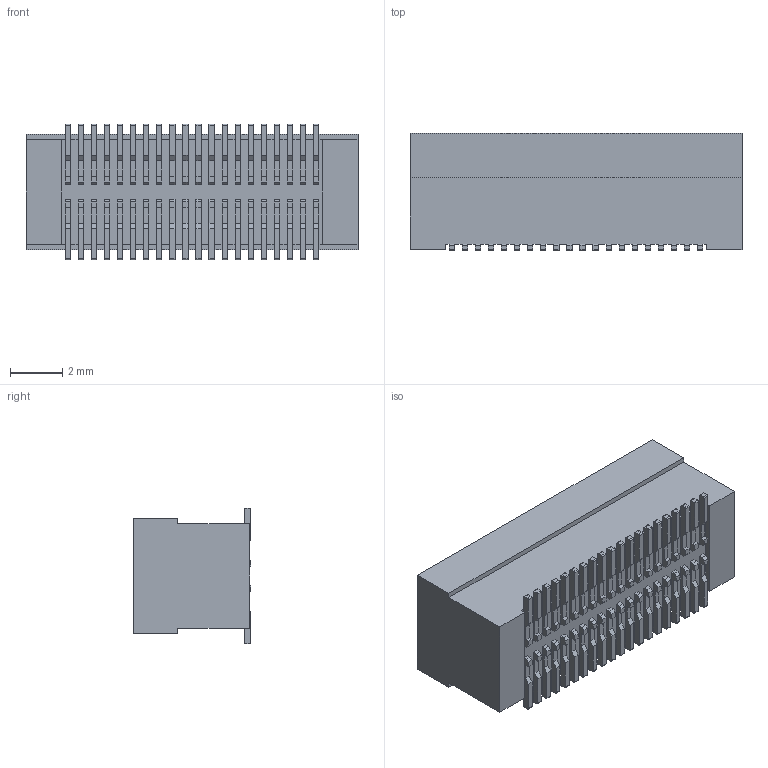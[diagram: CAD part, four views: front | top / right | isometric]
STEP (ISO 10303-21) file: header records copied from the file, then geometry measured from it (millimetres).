
FILE_DESCRIPTION (( 'STEP AP214' ), '1' );
FILE_NAME ('FBB05003-F40S1003K6MH45-REF.STEP', '2024-09-10T05:56:40', ( '' ), ( '' ), 'SwSTEP 2.0', 'SolidWorks 2021', '' );
FILE_SCHEMA (( 'AUTOMOTIVE_DESIGN' ));
Length unit declared in the file: millimetre
Products named in the file (1): FBB05003-F40S1003K6MH45-REF
Bounding box: 12.7 x 4.5 x 5.2 mm (x, y, z)
Volume: 190.5 mm3; surface area: 618.6 mm2
Topology: 1 solids, 1 shells, 1548 faces, 4432 edges, 2928 vertices
Faces by surface type: plane 1468, cylinder 80
Entity records: 49550 total; most frequent: CARTESIAN_POINT 8909, ORIENTED_EDGE 8864, DIRECTION 7690, EDGE_CURVE 4432, VECTOR 4272, LINE 4272, VERTEX_POINT 2928, AXIS2_PLACEMENT_3D 1709
